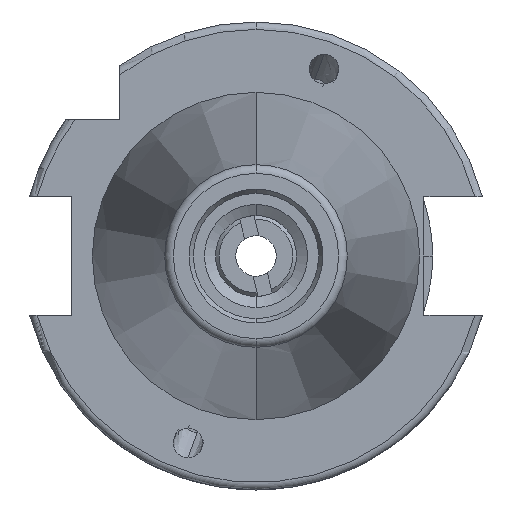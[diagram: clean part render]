
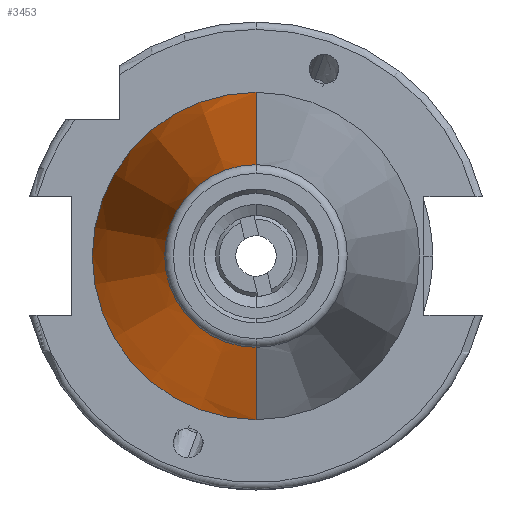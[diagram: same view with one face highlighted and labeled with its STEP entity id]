
A CAD part, left-side view. The second image highlights one B-rep face of the part: STEP entity #3453.
In plain terms, the highlighted conical face has half-angle 8.297 degrees and reference radius 22.225 mm.
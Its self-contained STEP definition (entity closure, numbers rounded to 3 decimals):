
#340 = CARTESIAN_POINT ( 'NONE',  ( 0., 0., 0. ) ) ;
#376 = VERTEX_POINT ( 'NONE', #4504 ) ;
#405 = CARTESIAN_POINT ( 'NONE',  ( -67.373, 0., 0. ) ) ;
#419 = DIRECTION ( 'NONE',  ( -1., 0., 0. ) ) ;
#469 = DIRECTION ( 'NONE',  ( 0., -1., 0. ) ) ;
#523 = CARTESIAN_POINT ( 'NONE',  ( 0., 22.225, 0. ) ) ;
#767 = EDGE_CURVE ( 'NONE', #376, #6145, #6929, .T. ) ;
#896 = ORIENTED_EDGE ( 'NONE', *, *, #6063, .F. ) ;
#963 = DIRECTION ( 'NONE',  ( 0., -1., 0. ) ) ;
#968 = CARTESIAN_POINT ( 'NONE',  ( -67.373, -12.4, 0. ) ) ;
#1038 = VECTOR ( 'NONE', #4425, 1000. ) ;
#1062 = VECTOR ( 'NONE', #6179, 1000. ) ;
#1643 = DIRECTION ( 'NONE',  ( 0., 1., 0. ) ) ;
#1935 = ORIENTED_EDGE ( 'NONE', *, *, #2088, .T. ) ;
#2088 = EDGE_CURVE ( 'NONE', #5127, #376, #5482, .T. ) ;
#2368 = LINE ( 'NONE', #523, #1038 ) ;
#2996 = EDGE_LOOP ( 'NONE', ( #6619, #1935, #4133, #896 ) ) ;
#3314 = FACE_OUTER_BOUND ( 'NONE', #2996, .T. ) ;
#3354 = AXIS2_PLACEMENT_3D ( 'NONE', #405, #4300, #963 ) ;
#3453 = ADVANCED_FACE ( 'NONE', ( #3314 ), #4433, .T. ) ;
#4008 = CIRCLE ( 'NONE', #3354, 12.4 ) ;
#4109 = CARTESIAN_POINT ( 'NONE',  ( 0., -22.225, 0. ) ) ;
#4133 = ORIENTED_EDGE ( 'NONE', *, *, #767, .T. ) ;
#4219 = CARTESIAN_POINT ( 'NONE',  ( -67.373, 12.4, 0. ) ) ;
#4300 = DIRECTION ( 'NONE',  ( -1., 0., 0. ) ) ;
#4330 = VERTEX_POINT ( 'NONE', #4219 ) ;
#4413 = DIRECTION ( 'NONE',  ( 1., 0., 0. ) ) ;
#4425 = DIRECTION ( 'NONE',  ( 0.99, 0.144, 0. ) ) ;
#4431 = AXIS2_PLACEMENT_3D ( 'NONE', #4958, #4413, #1643 ) ;
#4433 = CONICAL_SURFACE ( 'NONE', #4431, 22.225, 0.145 ) ;
#4504 = CARTESIAN_POINT ( 'NONE',  ( 0., -22.225, 0. ) ) ;
#4958 = CARTESIAN_POINT ( 'NONE',  ( 0., 0., 0. ) ) ;
#5047 = CARTESIAN_POINT ( 'NONE',  ( 0., 22.225, 0. ) ) ;
#5127 = VERTEX_POINT ( 'NONE', #968 ) ;
#5255 = AXIS2_PLACEMENT_3D ( 'NONE', #340, #419, #469 ) ;
#5473 = EDGE_CURVE ( 'NONE', #5127, #4330, #4008, .T. ) ;
#5482 = LINE ( 'NONE', #4109, #1062 ) ;
#6063 = EDGE_CURVE ( 'NONE', #4330, #6145, #2368, .T. ) ;
#6145 = VERTEX_POINT ( 'NONE', #5047 ) ;
#6179 = DIRECTION ( 'NONE',  ( 0.99, -0.144, 0. ) ) ;
#6619 = ORIENTED_EDGE ( 'NONE', *, *, #5473, .F. ) ;
#6929 = CIRCLE ( 'NONE', #5255, 22.225 ) ;
